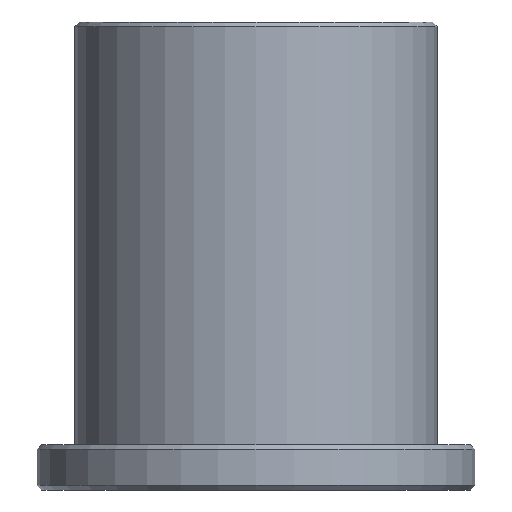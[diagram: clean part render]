
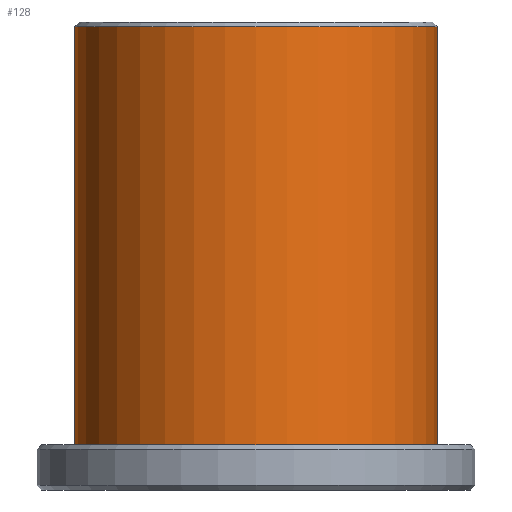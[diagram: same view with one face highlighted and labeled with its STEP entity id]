
A CAD part, front view. The second image highlights one B-rep face of the part: STEP entity #128.
In plain terms, the highlighted cylindrical face has radius 12 mm (diameter 24 mm), a partial arc.
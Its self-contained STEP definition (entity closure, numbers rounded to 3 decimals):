
#2 = DIRECTION ( 'NONE',  ( 0., 0., -1. ) ) ;
#37 = VERTEX_POINT ( 'NONE', #682 ) ;
#47 = CARTESIAN_POINT ( 'NONE',  ( 12., 0., 3. ) ) ;
#49 = DIRECTION ( 'NONE',  ( 0., 0., -1. ) ) ;
#88 = DIRECTION ( 'NONE',  ( 0., 0., -1. ) ) ;
#90 = CARTESIAN_POINT ( 'NONE',  ( 0., 0., 3. ) ) ;
#128 = ADVANCED_FACE ( 'NONE', ( #226 ), #1324, .T. ) ;
#143 = CARTESIAN_POINT ( 'NONE',  ( 0., 0., 31. ) ) ;
#150 = DIRECTION ( 'NONE',  ( -1., 0., 0. ) ) ;
#181 = CIRCLE ( 'NONE', #323, 12. ) ;
#222 = VERTEX_POINT ( 'NONE', #1227 ) ;
#226 = FACE_OUTER_BOUND ( 'NONE', #1014, .T. ) ;
#323 = AXIS2_PLACEMENT_3D ( 'NONE', #90, #2, #1348 ) ;
#328 = EDGE_CURVE ( 'NONE', #595, #37, #181, .T. ) ;
#345 = AXIS2_PLACEMENT_3D ( 'NONE', #753, #49, #864 ) ;
#471 = LINE ( 'NONE', #1199, #1384 ) ;
#474 = ORIENTED_EDGE ( 'NONE', *, *, #810, .T. ) ;
#568 = VERTEX_POINT ( 'NONE', #616 ) ;
#573 = ORIENTED_EDGE ( 'NONE', *, *, #614, .F. ) ;
#595 = VERTEX_POINT ( 'NONE', #47 ) ;
#614 = EDGE_CURVE ( 'NONE', #222, #595, #471, .T. ) ;
#616 = CARTESIAN_POINT ( 'NONE',  ( -12., 0., 30.7 ) ) ;
#634 = VECTOR ( 'NONE', #794, 1000. ) ;
#682 = CARTESIAN_POINT ( 'NONE',  ( -12., 0., 3. ) ) ;
#753 = CARTESIAN_POINT ( 'NONE',  ( 0., 0., 30.7 ) ) ;
#754 = ORIENTED_EDGE ( 'NONE', *, *, #1329, .T. ) ;
#794 = DIRECTION ( 'NONE',  ( 0., 0., -1. ) ) ;
#801 = CARTESIAN_POINT ( 'NONE',  ( -12., 0., 31. ) ) ;
#810 = EDGE_CURVE ( 'NONE', #568, #37, #1215, .T. ) ;
#864 = DIRECTION ( 'NONE',  ( 1., 0., 0. ) ) ;
#905 = AXIS2_PLACEMENT_3D ( 'NONE', #143, #88, #150 ) ;
#955 = ORIENTED_EDGE ( 'NONE', *, *, #328, .F. ) ;
#1014 = EDGE_LOOP ( 'NONE', ( #573, #754, #474, #955 ) ) ;
#1199 = CARTESIAN_POINT ( 'NONE',  ( 12., 0., 31. ) ) ;
#1215 = LINE ( 'NONE', #801, #634 ) ;
#1227 = CARTESIAN_POINT ( 'NONE',  ( 12., 0., 30.7 ) ) ;
#1270 = DIRECTION ( 'NONE',  ( 0., 0., -1. ) ) ;
#1324 = CYLINDRICAL_SURFACE ( 'NONE', #905, 12. ) ;
#1329 = EDGE_CURVE ( 'NONE', #222, #568, #1340, .T. ) ;
#1340 = CIRCLE ( 'NONE', #345, 12. ) ;
#1348 = DIRECTION ( 'NONE',  ( -1., 0., 0. ) ) ;
#1384 = VECTOR ( 'NONE', #1270, 1000. ) ;
